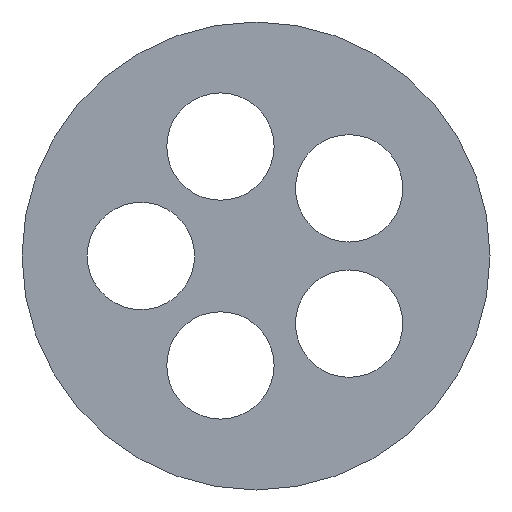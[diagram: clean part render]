
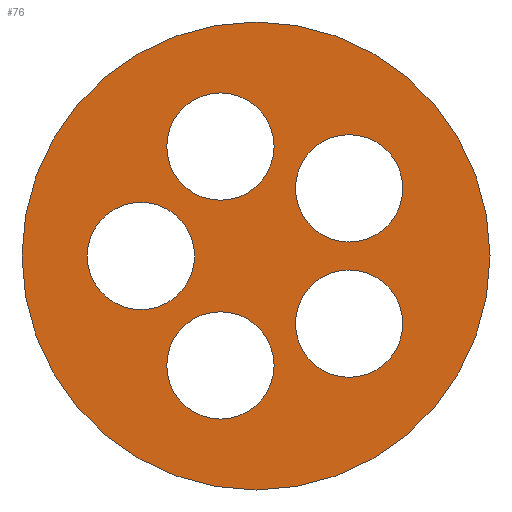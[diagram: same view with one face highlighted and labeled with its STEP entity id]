
A CAD part, left-side view. The second image highlights one B-rep face of the part: STEP entity #76.
In plain terms, the highlighted planar face has unit normal (-1, 0, 0).
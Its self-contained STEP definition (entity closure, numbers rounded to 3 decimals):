
#76 = ADVANCED_FACE( '', ( #174, #175, #176, #177, #178, #179 ), #180, .F. );
#174 = FACE_BOUND( '', #301, .T. );
#175 = FACE_BOUND( '', #302, .T. );
#176 = FACE_BOUND( '', #303, .T. );
#177 = FACE_BOUND( '', #304, .T. );
#178 = FACE_BOUND( '', #305, .T. );
#179 = FACE_OUTER_BOUND( '', #306, .T. );
#180 = PLANE( '', #307 );
#301 = EDGE_LOOP( '', ( #477 ) );
#302 = EDGE_LOOP( '', ( #478 ) );
#303 = EDGE_LOOP( '', ( #479 ) );
#304 = EDGE_LOOP( '', ( #480 ) );
#305 = EDGE_LOOP( '', ( #481 ) );
#306 = EDGE_LOOP( '', ( #482 ) );
#307 = AXIS2_PLACEMENT_3D( '', #483, #484, #485 );
#477 = ORIENTED_EDGE( '', *, *, #747, .T. );
#478 = ORIENTED_EDGE( '', *, *, #748, .T. );
#479 = ORIENTED_EDGE( '', *, *, #745, .T. );
#480 = ORIENTED_EDGE( '', *, *, #732, .T. );
#481 = ORIENTED_EDGE( '', *, *, #749, .T. );
#482 = ORIENTED_EDGE( '', *, *, #738, .F. );
#483 = CARTESIAN_POINT( '', ( 0., 0., 0. ) );
#484 = DIRECTION( '', ( 1., 0., 0. ) );
#485 = DIRECTION( '', ( 0., 0., -1. ) );
#732 = EDGE_CURVE( '', #880, #880, #881, .T. );
#738 = EDGE_CURVE( '', #889, #889, #890, .T. );
#745 = EDGE_CURVE( '', #900, #900, #901, .T. );
#747 = EDGE_CURVE( '', #903, #903, #904, .T. );
#748 = EDGE_CURVE( '', #905, #905, #906, .T. );
#749 = EDGE_CURVE( '', #907, #907, #908, .T. );
#880 = VERTEX_POINT( '', #1078 );
#881 = CIRCLE( '', #1079, 3.5 );
#889 = VERTEX_POINT( '', #1089 );
#890 = CIRCLE( '', #1090, 15.25 );
#900 = VERTEX_POINT( '', #1102 );
#901 = CIRCLE( '', #1103, 3.5 );
#903 = VERTEX_POINT( '', #1105 );
#904 = CIRCLE( '', #1106, 3.5 );
#905 = VERTEX_POINT( '', #1107 );
#906 = CIRCLE( '', #1108, 3.5 );
#907 = VERTEX_POINT( '', #1109 );
#908 = CIRCLE( '', #1110, 3.5 );
#1078 = CARTESIAN_POINT( '', ( 0., -6.068, -7.908 ) );
#1079 = AXIS2_PLACEMENT_3D( '', #1279, #1280, #1281 );
#1089 = CARTESIAN_POINT( '', ( 0., 0., -15.25 ) );
#1090 = AXIS2_PLACEMENT_3D( '', #1287, #1288, #1289 );
#1102 = CARTESIAN_POINT( '', ( 0., 7.5, -3.5 ) );
#1103 = AXIS2_PLACEMENT_3D( '', #1298, #1299, #1300 );
#1105 = CARTESIAN_POINT( '', ( 0., 2.318, 3.633 ) );
#1106 = AXIS2_PLACEMENT_3D( '', #1301, #1302, #1303 );
#1107 = CARTESIAN_POINT( '', ( 0., -6.068, 0.908 ) );
#1108 = AXIS2_PLACEMENT_3D( '', #1304, #1305, #1306 );
#1109 = CARTESIAN_POINT( '', ( 0., 2.318, -10.633 ) );
#1110 = AXIS2_PLACEMENT_3D( '', #1307, #1308, #1309 );
#1279 = CARTESIAN_POINT( '', ( 0., -6.068, -4.408 ) );
#1280 = DIRECTION( '', ( 1., 0., 0. ) );
#1281 = DIRECTION( '', ( 0., 0., -1. ) );
#1287 = CARTESIAN_POINT( '', ( 0., 0., 0. ) );
#1288 = DIRECTION( '', ( 1., 0., 0. ) );
#1289 = DIRECTION( '', ( 0., 0., -1. ) );
#1298 = CARTESIAN_POINT( '', ( 0., 7.5, 0. ) );
#1299 = DIRECTION( '', ( 1., 0., 0. ) );
#1300 = DIRECTION( '', ( 0., 0., -1. ) );
#1301 = CARTESIAN_POINT( '', ( 0., 2.318, 7.133 ) );
#1302 = DIRECTION( '', ( 1., 0., 0. ) );
#1303 = DIRECTION( '', ( 0., 0., -1. ) );
#1304 = CARTESIAN_POINT( '', ( 0., -6.068, 4.408 ) );
#1305 = DIRECTION( '', ( 1., 0., 0. ) );
#1306 = DIRECTION( '', ( 0., 0., -1. ) );
#1307 = CARTESIAN_POINT( '', ( 0., 2.318, -7.133 ) );
#1308 = DIRECTION( '', ( 1., 0., 0. ) );
#1309 = DIRECTION( '', ( 0., 0., -1. ) );
